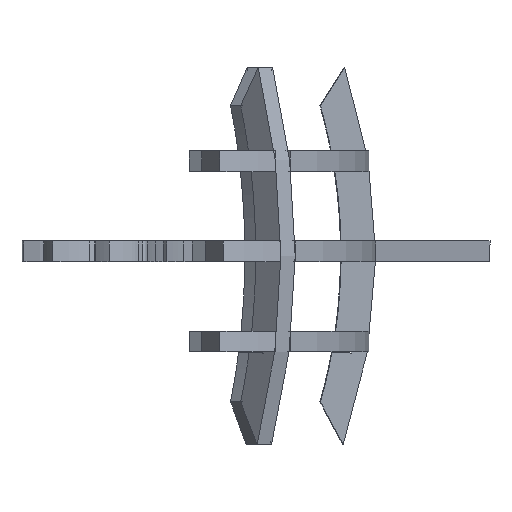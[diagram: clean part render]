
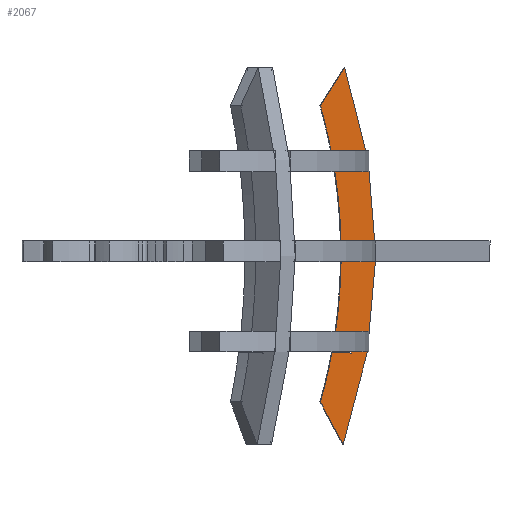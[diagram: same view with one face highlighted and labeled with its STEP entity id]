
A CAD part, left-side view. The second image highlights one B-rep face of the part: STEP entity #2067.
In plain terms, the highlighted face is planar.
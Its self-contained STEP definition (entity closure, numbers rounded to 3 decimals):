
#45 = ORIENTED_EDGE ( 'NONE', *, *, #1359, .F. ) ;
#56 = ORIENTED_EDGE ( 'NONE', *, *, #3705, .T. ) ;
#165 = DIRECTION ( 'NONE',  ( 1., 0.015, 0. ) ) ;
#316 = VECTOR ( 'NONE', #3651, 1000. ) ;
#355 = DIRECTION ( 'NONE',  ( 0., 0., 1. ) ) ;
#429 = LINE ( 'NONE', #1647, #1587 ) ;
#487 = CARTESIAN_POINT ( 'NONE',  ( -0.892, 53.054, 3. ) ) ;
#541 = LINE ( 'NONE', #5516, #316 ) ;
#543 = LINE ( 'NONE', #7276, #4554 ) ;
#580 = DIRECTION ( 'NONE',  ( -0.5, -0.866, 0. ) ) ;
#611 = CARTESIAN_POINT ( 'NONE',  ( -155.387, -6.332, 3. ) ) ;
#631 = CARTESIAN_POINT ( 'NONE',  ( -4.397, -43.579, 3. ) ) ;
#682 = DIRECTION ( 'NONE',  ( 0., 0., -1. ) ) ;
#713 = EDGE_CURVE ( 'NONE', #6250, #1597, #3537, .T. ) ;
#730 = EDGE_CURVE ( 'NONE', #6685, #6331, #543, .T. ) ;
#742 = DIRECTION ( 'NONE',  ( -1., 0., 0. ) ) ;
#947 = CARTESIAN_POINT ( 'NONE',  ( -155.387, -6.332, 3. ) ) ;
#992 = CARTESIAN_POINT ( 'NONE',  ( 0., 29.002, 3. ) ) ;
#1227 = ORIENTED_EDGE ( 'NONE', *, *, #6869, .F. ) ;
#1234 = FACE_OUTER_BOUND ( 'NONE', #1286, .T. ) ;
#1248 = DIRECTION ( 'NONE',  ( -1., 0., 0. ) ) ;
#1271 = EDGE_CURVE ( 'NONE', #4540, #6098, #4685, .T. ) ;
#1286 = EDGE_LOOP ( 'NONE', ( #3666, #6775, #45, #3084, #6184, #56, #2402, #1551, #1227, #7245, #6981, #4090, #2165, #5158, #5167, #3759, #5343 ) ) ;
#1313 = LINE ( 'NONE', #4281, #2853 ) ;
#1317 = AXIS2_PLACEMENT_3D ( 'NONE', #5021, #4464, #2635 ) ;
#1359 = EDGE_CURVE ( 'NONE', #3993, #4991, #2590, .T. ) ;
#1439 = VECTOR ( 'NONE', #4423, 1000. ) ;
#1441 = CARTESIAN_POINT ( 'NONE',  ( -155.387, -6.332, 3. ) ) ;
#1456 = CARTESIAN_POINT ( 'NONE',  ( 2.21, 23.094, 3. ) ) ;
#1551 = ORIENTED_EDGE ( 'NONE', *, *, #1271, .T. ) ;
#1587 = VECTOR ( 'NONE', #5886, 1000. ) ;
#1597 = VERTEX_POINT ( 'NONE', #4770 ) ;
#1646 = DIRECTION ( 'NONE',  ( -1., 0., 0. ) ) ;
#1647 = CARTESIAN_POINT ( 'NONE',  ( 5.062, -0.559, 3. ) ) ;
#1750 = VERTEX_POINT ( 'NONE', #3147 ) ;
#1794 = EDGE_CURVE ( 'NONE', #6269, #6250, #6802, .T. ) ;
#1938 = EDGE_CURVE ( 'NONE', #6685, #1750, #429, .T. ) ;
#1952 = CARTESIAN_POINT ( 'NONE',  ( -155.306, -8.59, 3. ) ) ;
#1963 = VECTOR ( 'NONE', #6634, 1000. ) ;
#1967 = DIRECTION ( 'NONE',  ( 0.999, 0.036, 0. ) ) ;
#2067 = ADVANCED_FACE ( 'NONE', ( #1234 ), #5521, .F. ) ;
#2165 = ORIENTED_EDGE ( 'NONE', *, *, #3978, .T. ) ;
#2385 = CIRCLE ( 'NONE', #3037, 165.516 ) ;
#2402 = ORIENTED_EDGE ( 'NONE', *, *, #6169, .T. ) ;
#2505 = AXIS2_PLACEMENT_3D ( 'NONE', #6813, #4504, #742 ) ;
#2563 = LINE ( 'NONE', #1952, #1439 ) ;
#2590 = LINE ( 'NONE', #4937, #5710 ) ;
#2627 = AXIS2_PLACEMENT_3D ( 'NONE', #4834, #7875, #6674 ) ;
#2635 = DIRECTION ( 'NONE',  ( -1., 0., 0. ) ) ;
#2695 = CARTESIAN_POINT ( 'NONE',  ( 4.928, 3.179, 3. ) ) ;
#2717 = AXIS2_PLACEMENT_3D ( 'NONE', #947, #3369, #7154 ) ;
#2853 = VECTOR ( 'NONE', #6827, 1000. ) ;
#2882 = VECTOR ( 'NONE', #6405, 1000. ) ;
#2996 = CARTESIAN_POINT ( 'NONE',  ( 3.119, 0.089, 3. ) ) ;
#3037 = AXIS2_PLACEMENT_3D ( 'NONE', #1441, #355, #3306 ) ;
#3077 = CARTESIAN_POINT ( 'NONE',  ( -7.464, 41.669, 3. ) ) ;
#3084 = ORIENTED_EDGE ( 'NONE', *, *, #4921, .T. ) ;
#3147 = CARTESIAN_POINT ( 'NONE',  ( 5.143, -2.817, 3. ) ) ;
#3306 = DIRECTION ( 'NONE',  ( -1., 0., 0. ) ) ;
#3369 = DIRECTION ( 'NONE',  ( 0., 0., -1. ) ) ;
#3537 = LINE ( 'NONE', #7190, #1963 ) ;
#3642 = LINE ( 'NONE', #3077, #6334 ) ;
#3651 = DIRECTION ( 'NONE',  ( 1., 0.015, 0. ) ) ;
#3666 = ORIENTED_EDGE ( 'NONE', *, *, #6536, .T. ) ;
#3681 = AXIS2_PLACEMENT_3D ( 'NONE', #611, #682, #1248 ) ;
#3682 = CARTESIAN_POINT ( 'NONE',  ( 3.037, 0.109, 3. ) ) ;
#3705 = EDGE_CURVE ( 'NONE', #7703, #6532, #2385, .T. ) ;
#3759 = ORIENTED_EDGE ( 'NONE', *, *, #5839, .F. ) ;
#3767 = CARTESIAN_POINT ( 'NONE',  ( -1.572, -29.272, 3. ) ) ;
#3978 = EDGE_CURVE ( 'NONE', #1597, #6331, #4703, .T. ) ;
#3993 = VERTEX_POINT ( 'NONE', #3767 ) ;
#4090 = ORIENTED_EDGE ( 'NONE', *, *, #713, .T. ) ;
#4281 = CARTESIAN_POINT ( 'NONE',  ( -4.397, -43.579, 3. ) ) ;
#4414 = CARTESIAN_POINT ( 'NONE',  ( 1.994, 29.091, 3. ) ) ;
#4423 = DIRECTION ( 'NONE',  ( 0.999, 0.036, 0. ) ) ;
#4445 = EDGE_CURVE ( 'NONE', #5779, #6269, #541, .T. ) ;
#4450 = CARTESIAN_POINT ( 'NONE',  ( 3.95, -29.188, 3. ) ) ;
#4464 = DIRECTION ( 'NONE',  ( 0., 0., -1. ) ) ;
#4504 = DIRECTION ( 'NONE',  ( 0., 0., -1. ) ) ;
#4540 = VERTEX_POINT ( 'NONE', #7502 ) ;
#4554 = VECTOR ( 'NONE', #4908, 1000. ) ;
#4685 = CIRCLE ( 'NONE', #1317, 155.516 ) ;
#4693 = CARTESIAN_POINT ( 'NONE',  ( -0.151, 2.997, 3. ) ) ;
#4703 = CIRCLE ( 'NONE', #2505, 155.516 ) ;
#4770 = CARTESIAN_POINT ( 'NONE',  ( -2.647, 22.92, 3. ) ) ;
#4834 = CARTESIAN_POINT ( 'NONE',  ( -155.387, -6.332, 3. ) ) ;
#4908 = DIRECTION ( 'NONE',  ( -0.999, -0.036, 0. ) ) ;
#4921 = EDGE_CURVE ( 'NONE', #3993, #6918, #7911, .T. ) ;
#4937 = CARTESIAN_POINT ( 'NONE',  ( 0.44, -29.241, 3. ) ) ;
#4991 = VERTEX_POINT ( 'NONE', #4450 ) ;
#5021 = CARTESIAN_POINT ( 'NONE',  ( -155.387, -6.332, 3. ) ) ;
#5158 = ORIENTED_EDGE ( 'NONE', *, *, #730, .F. ) ;
#5167 = ORIENTED_EDGE ( 'NONE', *, *, #1938, .T. ) ;
#5184 = CARTESIAN_POINT ( 'NONE',  ( -3.87, 29.002, 3. ) ) ;
#5215 = VERTEX_POINT ( 'NONE', #7164 ) ;
#5238 = VERTEX_POINT ( 'NONE', #7199 ) ;
#5255 = EDGE_CURVE ( 'NONE', #6918, #7703, #1313, .T. ) ;
#5343 = ORIENTED_EDGE ( 'NONE', *, *, #5482, .T. ) ;
#5382 = CARTESIAN_POINT ( 'NONE',  ( 2.597, -55.693, 3. ) ) ;
#5482 = EDGE_CURVE ( 'NONE', #5215, #7790, #6191, .T. ) ;
#5516 = CARTESIAN_POINT ( 'NONE',  ( -0.437, 29.054, 3. ) ) ;
#5521 = PLANE ( 'NONE',  #2627 ) ;
#5710 = VECTOR ( 'NONE', #165, 1000. ) ;
#5779 = VERTEX_POINT ( 'NONE', #5184 ) ;
#5839 = EDGE_CURVE ( 'NONE', #5215, #1750, #2563, .T. ) ;
#5886 = DIRECTION ( 'NONE',  ( 0.036, -0.999, 0. ) ) ;
#6052 = EDGE_CURVE ( 'NONE', #4991, #5238, #6695, .T. ) ;
#6098 = VERTEX_POINT ( 'NONE', #7303 ) ;
#6169 = EDGE_CURVE ( 'NONE', #6532, #4540, #3642, .T. ) ;
#6184 = ORIENTED_EDGE ( 'NONE', *, *, #5255, .T. ) ;
#6191 = CIRCLE ( 'NONE', #2717, 155.516 ) ;
#6202 = VECTOR ( 'NONE', #7263, 1000. ) ;
#6250 = VERTEX_POINT ( 'NONE', #1456 ) ;
#6269 = VERTEX_POINT ( 'NONE', #4414 ) ;
#6331 = VERTEX_POINT ( 'NONE', #4693 ) ;
#6334 = VECTOR ( 'NONE', #580, 1000. ) ;
#6405 = DIRECTION ( 'NONE',  ( 0.036, -0.999, 0. ) ) ;
#6471 = LINE ( 'NONE', #992, #7247 ) ;
#6532 = VERTEX_POINT ( 'NONE', #487 ) ;
#6536 = EDGE_CURVE ( 'NONE', #7790, #5238, #6606, .T. ) ;
#6606 = LINE ( 'NONE', #7331, #7119 ) ;
#6634 = DIRECTION ( 'NONE',  ( -0.999, -0.036, 0. ) ) ;
#6674 = DIRECTION ( 'NONE',  ( -1., 0., 0. ) ) ;
#6685 = VERTEX_POINT ( 'NONE', #2695 ) ;
#6695 = LINE ( 'NONE', #2996, #6202 ) ;
#6775 = ORIENTED_EDGE ( 'NONE', *, *, #6052, .F. ) ;
#6802 = LINE ( 'NONE', #3682, #2882 ) ;
#6813 = CARTESIAN_POINT ( 'NONE',  ( -155.387, -6.332, 3. ) ) ;
#6827 = DIRECTION ( 'NONE',  ( 0.5, -0.866, 0. ) ) ;
#6869 = EDGE_CURVE ( 'NONE', #5779, #6098, #6471, .T. ) ;
#6918 = VERTEX_POINT ( 'NONE', #631 ) ;
#6981 = ORIENTED_EDGE ( 'NONE', *, *, #1794, .T. ) ;
#7119 = VECTOR ( 'NONE', #1967, 1000. ) ;
#7154 = DIRECTION ( 'NONE',  ( -1., 0., 0. ) ) ;
#7164 = CARTESIAN_POINT ( 'NONE',  ( 0.093, -2.999, 3. ) ) ;
#7190 = CARTESIAN_POINT ( 'NONE',  ( -0.827, 22.985, 3. ) ) ;
#7199 = CARTESIAN_POINT ( 'NONE',  ( 3.771, -22.881, 3. ) ) ;
#7245 = ORIENTED_EDGE ( 'NONE', *, *, #4445, .T. ) ;
#7247 = VECTOR ( 'NONE', #1646, 1000. ) ;
#7263 = DIRECTION ( 'NONE',  ( -0.028, 1., 0. ) ) ;
#7276 = CARTESIAN_POINT ( 'NONE',  ( -155.522, -2.594, 3. ) ) ;
#7303 = CARTESIAN_POINT ( 'NONE',  ( -3.938, 29.002, 3. ) ) ;
#7331 = CARTESIAN_POINT ( 'NONE',  ( 0.827, -22.987, 3. ) ) ;
#7502 = CARTESIAN_POINT ( 'NONE',  ( -7.464, 41.669, 3. ) ) ;
#7703 = VERTEX_POINT ( 'NONE', #5382 ) ;
#7785 = CARTESIAN_POINT ( 'NONE',  ( -0.772, -23.044, 3. ) ) ;
#7790 = VERTEX_POINT ( 'NONE', #7785 ) ;
#7875 = DIRECTION ( 'NONE',  ( 0., 0., -1. ) ) ;
#7911 = CIRCLE ( 'NONE', #3681, 155.516 ) ;
